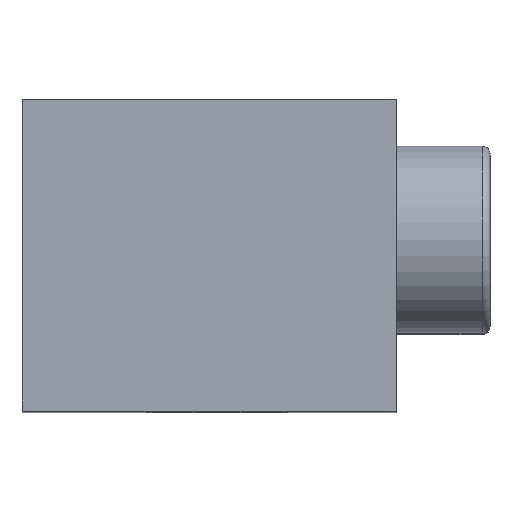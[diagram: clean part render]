
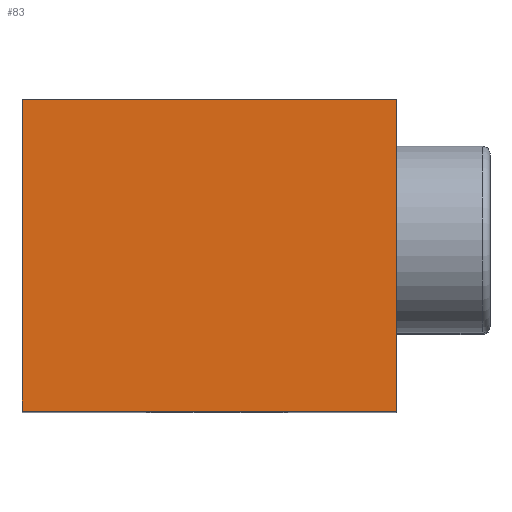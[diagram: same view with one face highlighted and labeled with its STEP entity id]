
A CAD part, top view. The second image highlights one B-rep face of the part: STEP entity #83.
In plain terms, the highlighted planar face has unit normal (0, 0, 1).
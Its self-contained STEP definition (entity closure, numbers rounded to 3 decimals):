
#83 = ADVANCED_FACE( '', ( #126 ), #127, .T. );
#126 = FACE_OUTER_BOUND( '', #196, .T. );
#127 = PLANE( '', #197 );
#196 = EDGE_LOOP( '', ( #308, #309, #310, #311 ) );
#197 = AXIS2_PLACEMENT_3D( '', #312, #313, #314 );
#308 = ORIENTED_EDGE( '', *, *, #461, .T. );
#309 = ORIENTED_EDGE( '', *, *, #465, .T. );
#310 = ORIENTED_EDGE( '', *, *, #470, .T. );
#311 = ORIENTED_EDGE( '', *, *, #474, .T. );
#312 = CARTESIAN_POINT( '', ( 0., 0., 35.5 ) );
#313 = DIRECTION( '', ( 0., 0., 1. ) );
#314 = DIRECTION( '', ( 1., 0., 0. ) );
#461 = EDGE_CURVE( '', #536, #534, #537, .T. );
#465 = EDGE_CURVE( '', #534, #541, #543, .T. );
#470 = EDGE_CURVE( '', #541, #550, #552, .T. );
#474 = EDGE_CURVE( '', #550, #536, #558, .T. );
#534 = VERTEX_POINT( '', #648 );
#536 = VERTEX_POINT( '', #651 );
#537 = LINE( '', #652, #653 );
#541 = VERTEX_POINT( '', #659 );
#543 = LINE( '', #662, #663 );
#550 = VERTEX_POINT( '', #671 );
#552 = LINE( '', #674, #675 );
#558 = LINE( '', #682, #683 );
#648 = CARTESIAN_POINT( '', ( 0., 20., 35.5 ) );
#651 = CARTESIAN_POINT( '', ( 24., 20., 35.5 ) );
#652 = CARTESIAN_POINT( '', ( 24., 20., 35.5 ) );
#653 = VECTOR( '', #771, 1000. );
#659 = CARTESIAN_POINT( '', ( 0., 0., 35.5 ) );
#662 = CARTESIAN_POINT( '', ( 0., 20., 35.5 ) );
#663 = VECTOR( '', #775, 1000. );
#671 = CARTESIAN_POINT( '', ( 24., 0., 35.5 ) );
#674 = CARTESIAN_POINT( '', ( 0., 0., 35.5 ) );
#675 = VECTOR( '', #784, 1000. );
#682 = CARTESIAN_POINT( '', ( 24., 0., 35.5 ) );
#683 = VECTOR( '', #792, 1000. );
#771 = DIRECTION( '', ( -1., 0., 0. ) );
#775 = DIRECTION( '', ( 0., -1., 0. ) );
#784 = DIRECTION( '', ( 1., 0., 0. ) );
#792 = DIRECTION( '', ( 0., 1., 0. ) );
